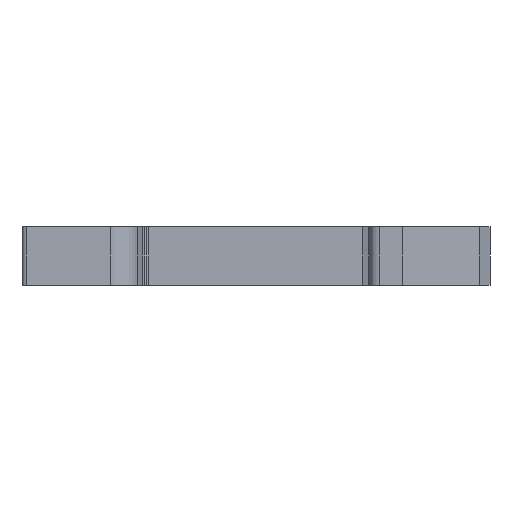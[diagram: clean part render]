
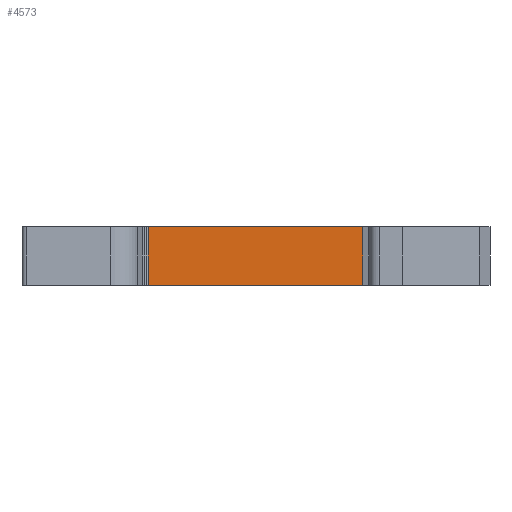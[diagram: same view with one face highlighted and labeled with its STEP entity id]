
A CAD part, front view. The second image highlights one B-rep face of the part: STEP entity #4573.
In plain terms, the highlighted planar face has unit normal (0, -1, 0).
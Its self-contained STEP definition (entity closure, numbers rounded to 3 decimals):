
#1326=DIRECTION('',(1.,0.,0.));
#1327=VECTOR('',#1326,29.794);
#1328=CARTESIAN_POINT('',(-14.98,0.3,0.));
#1329=LINE('',#1328,#1327);
#1330=DIRECTION('',(0.,0.,-1.));
#1331=VECTOR('',#1330,8.1);
#1332=CARTESIAN_POINT('',(14.813,0.3,0.));
#1333=LINE('',#1332,#1331);
#1334=DIRECTION('',(-1.,0.,0.));
#1335=VECTOR('',#1334,29.794);
#1336=CARTESIAN_POINT('',(14.813,0.3,-8.1));
#1337=LINE('',#1336,#1335);
#1338=DIRECTION('',(0.,0.,-1.));
#1339=VECTOR('',#1338,8.1);
#1340=CARTESIAN_POINT('',(-14.98,0.3,0.));
#1341=LINE('',#1340,#1339);
#2324=CARTESIAN_POINT('',(-14.98,0.3,0.));
#2326=VERTEX_POINT('',#2324);
#2334=CARTESIAN_POINT('',(-14.98,0.3,-8.1));
#2336=VERTEX_POINT('',#2334);
#2347=CARTESIAN_POINT('',(14.813,0.3,0.));
#2349=VERTEX_POINT('',#2347);
#2355=CARTESIAN_POINT('',(14.813,0.3,-8.1));
#2357=VERTEX_POINT('',#2355);
#4561=CARTESIAN_POINT('',(0.,0.3,0.));
#4562=DIRECTION('',(0.,1.,0.));
#4563=DIRECTION('',(-1.,0.,0.));
#4564=AXIS2_PLACEMENT_3D('',#4561,#4562,#4563);
#4565=PLANE('',#4564);
#4566=ORIENTED_EDGE('',*,*,#2945,.T.);
#4567=ORIENTED_EDGE('',*,*,#4556,.T.);
#4568=ORIENTED_EDGE('',*,*,#3620,.T.);
#4570=ORIENTED_EDGE('',*,*,#4569,.F.);
#4571=EDGE_LOOP('',(#4566,#4567,#4568,#4570));
#4572=FACE_OUTER_BOUND('',#4571,.F.);
#4573=ADVANCED_FACE('',(#4572),#4565,.F.);
#2945=EDGE_CURVE('',#2326,#2349,#1329,.T.);
#3620=EDGE_CURVE('',#2357,#2336,#1337,.T.);
#4556=EDGE_CURVE('',#2349,#2357,#1333,.T.);
#4569=EDGE_CURVE('',#2326,#2336,#1341,.T.);
